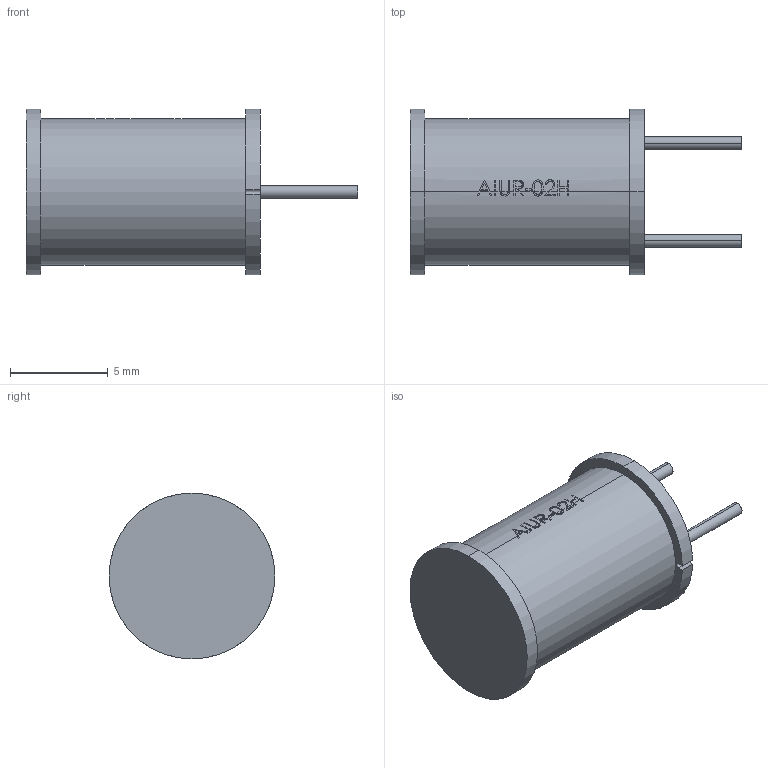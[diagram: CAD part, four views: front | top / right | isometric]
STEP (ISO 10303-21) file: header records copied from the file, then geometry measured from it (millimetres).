
FILE_DESCRIPTION (( 'STEP AP214' ), '1' );
FILE_NAME ('AIUR-02H.STEP', '2013-09-10T07:52:46', ( '' ), ( '' ), 'SwSTEP 2.0', 'SolidWorks 2012', '' );
FILE_SCHEMA (( 'AUTOMOTIVE_DESIGN' ));
Length unit declared in the file: millimetre
Products named in the file (1): AIUR-02H
Bounding box: 17 x 8.5 x 8.5 mm (x, y, z)
Volume: 552.1 mm3; surface area: 447.1 mm2
Topology: 1 solids, 1 shells, 131 faces, 364 edges, 242 vertices
Faces by surface type: plane 53, cylinder 40, bspline 38
Entity records: 6210 total; most frequent: CARTESIAN_POINT 2885, ORIENTED_EDGE 728, DIRECTION 474, EDGE_CURVE 364, VERTEX_POINT 242, AXIS2_PLACEMENT_3D 172, B_SPLINE_CURVE_WITH_KNOTS 156, EDGE_LOOP 138
